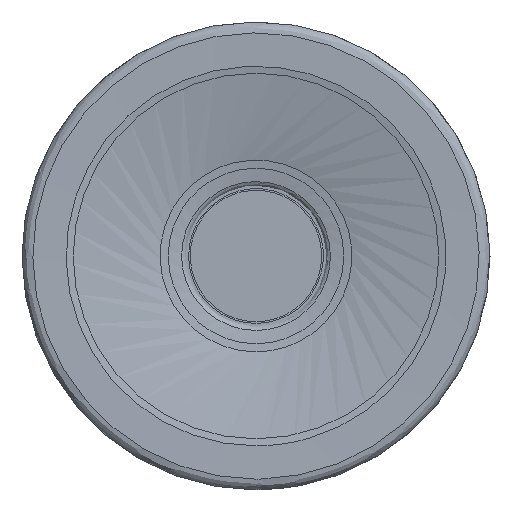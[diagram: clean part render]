
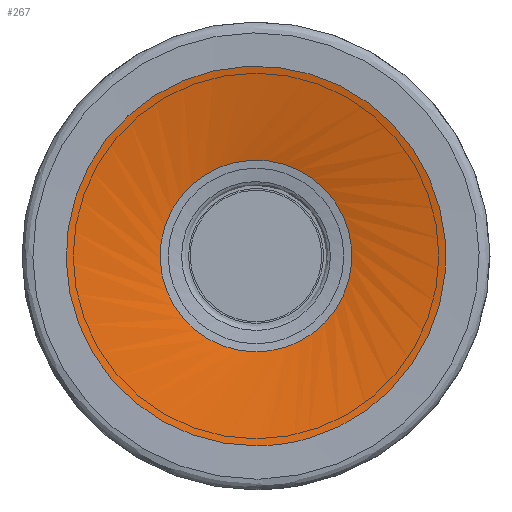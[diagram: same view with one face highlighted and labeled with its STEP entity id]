
A CAD part, left-side view. The second image highlights one B-rep face of the part: STEP entity #267.
In plain terms, the highlighted face is a revolution surface.
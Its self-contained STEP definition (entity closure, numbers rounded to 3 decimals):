
#43=SURFACE_OF_REVOLUTION('',#71,#59);
#59=AXIS1_PLACEMENT('',#703,#607);
#71=LINE('',#702,#83);
#83=VECTOR('',#606,3.649);
#239=FACE_BOUND('',#322,.T.);
#240=FACE_BOUND('',#323,.T.);
#267=ADVANCED_FACE('',(#239,#240),#43,.T.);
#322=EDGE_LOOP('',(#374));
#323=EDGE_LOOP('',(#375));
#374=ORIENTED_EDGE('',*,*,#413,.F.);
#375=ORIENTED_EDGE('',*,*,#427,.T.);
#387=VERTEX_POINT('',#643);
#401=VERTEX_POINT('',#699);
#413=EDGE_CURVE('',#387,#387,#439,.T.);
#427=EDGE_CURVE('',#401,#401,#453,.T.);
#439=CIRCLE('',#477,6.49);
#453=CIRCLE('',#495,3.278);
#477=AXIS2_PLACEMENT_3D('',#642,#542,#543);
#495=AXIS2_PLACEMENT_3D('',#698,#602,#603);
#542=DIRECTION('',(1.,0.,0.));
#543=DIRECTION('',(0.,0.,-1.));
#602=DIRECTION('',(1.,0.,0.));
#603=DIRECTION('',(0.,0.,-1.));
#606=DIRECTION('',(-0.191,-0.952,-0.241));
#607=DIRECTION('',(1.,0.,0.));
#642=CARTESIAN_POINT('',(0.047,0.,0.));
#643=CARTESIAN_POINT('',(0.047,0.,-6.49));
#698=CARTESIAN_POINT('',(0.742,0.,0.));
#699=CARTESIAN_POINT('',(0.742,0.,-3.278));
#702=CARTESIAN_POINT('',(0.742,-3.004,1.312));
#703=CARTESIAN_POINT('',(50.,0.,0.));
